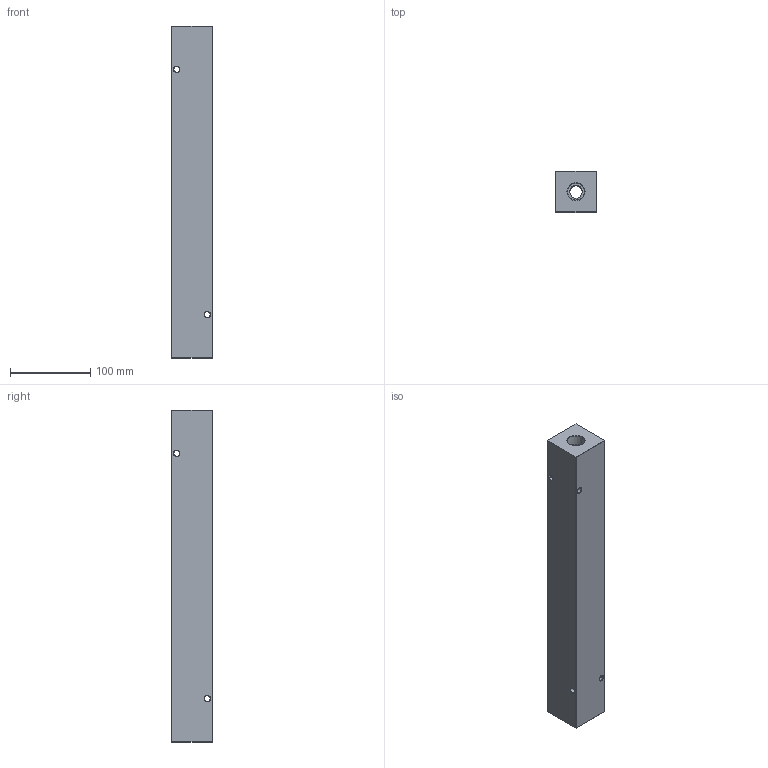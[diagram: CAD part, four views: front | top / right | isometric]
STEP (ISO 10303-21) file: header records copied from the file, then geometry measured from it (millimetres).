
FILE_DESCRIPTION (( 'STEP AP203' ), '1' );
FILE_NAME ('HM-8-90-P-8-4.STEP', '2020-10-30T13:32:26', ( '' ), ( '' ), 'SwSTEP 2.0', 'SolidWorks 2019', '' );
FILE_SCHEMA (( 'CONFIG_CONTROL_DESIGN' ));
Length unit declared in the file: inch
Products named in the file (1): HM-8-90-P-8-4
Bounding box: 50.8 x 50.8 x 412.75 mm (x, y, z)
Volume: 936759.8 mm3; surface area: 121212.3 mm2
Topology: 1 solids, 1 shells, 564 faces, 1457 edges, 950 vertices
Faces by surface type: plane 256, bspline 202, cone 56, cylinder 50
Entity records: 28296 total; most frequent: CARTESIAN_POINT 15742, ORIENTED_EDGE 2914, DIRECTION 1883, EDGE_CURVE 1457, VERTEX_POINT 950, VECTOR 853, LINE 853, EDGE_LOOP 665
